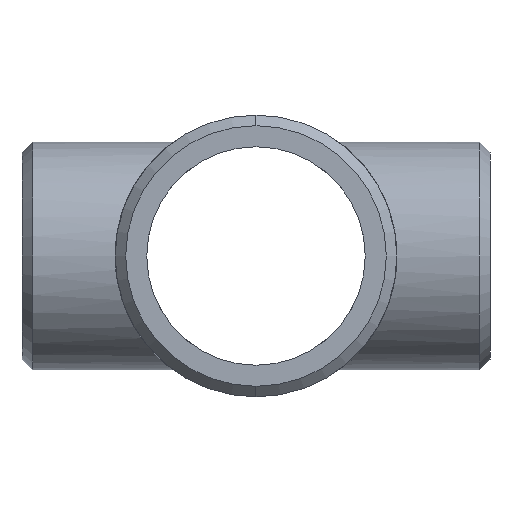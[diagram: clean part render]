
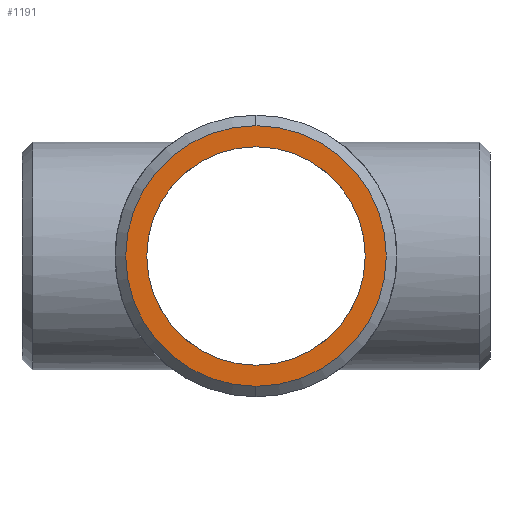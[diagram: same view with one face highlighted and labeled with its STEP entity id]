
A CAD part, left-side view. The second image highlights one B-rep face of the part: STEP entity #1191.
In plain terms, the highlighted planar face has unit normal (-1, 0, 0).
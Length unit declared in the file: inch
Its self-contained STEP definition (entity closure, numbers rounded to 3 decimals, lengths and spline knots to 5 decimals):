
#22 = AXIS2_PLACEMENT_3D ( 'NONE', #789, #54, #459 ) ;
#42 = EDGE_LOOP ( 'NONE', ( #143, #68 ) ) ;
#54 = DIRECTION ( 'NONE',  ( 1., 0., 0. ) ) ;
#68 = ORIENTED_EDGE ( 'NONE', *, *, #1010, .T. ) ;
#76 = VERTEX_POINT ( 'NONE', #1256 ) ;
#87 = CARTESIAN_POINT ( 'NONE',  ( -4.88, 0., 0. ) ) ;
#116 = FACE_BOUND ( 'NONE', #437, .T. ) ;
#136 = VERTEX_POINT ( 'NONE', #292 ) ;
#143 = ORIENTED_EDGE ( 'NONE', *, *, #753, .T. ) ;
#237 = DIRECTION ( 'NONE',  ( -1., 0., 0. ) ) ;
#263 = EDGE_CURVE ( 'NONE', #1070, #1226, #795, .T. ) ;
#292 = CARTESIAN_POINT ( 'NONE',  ( -4.88, 0., 2.57317 ) ) ;
#346 = CARTESIAN_POINT ( 'NONE',  ( -4.88, 0., 0. ) ) ;
#367 = DIRECTION ( 'NONE',  ( -1., 0., 0. ) ) ;
#437 = EDGE_LOOP ( 'NONE', ( #1246, #1308 ) ) ;
#447 = PLANE ( 'NONE',  #1239 ) ;
#459 = DIRECTION ( 'NONE',  ( 0., 0., 1. ) ) ;
#513 = CARTESIAN_POINT ( 'NONE',  ( -4.88, 0., 2.1565 ) ) ;
#540 = DIRECTION ( 'NONE',  ( 1., 0., 0. ) ) ;
#541 = CIRCLE ( 'NONE', #1318, 2.57317 ) ;
#588 = CARTESIAN_POINT ( 'NONE',  ( -4.88, 0., -2.1565 ) ) ;
#721 = AXIS2_PLACEMENT_3D ( 'NONE', #963, #540, #981 ) ;
#753 = EDGE_CURVE ( 'NONE', #76, #136, #541, .T. ) ;
#789 = CARTESIAN_POINT ( 'NONE',  ( -4.88, 0., 0. ) ) ;
#795 = CIRCLE ( 'NONE', #721, 2.1565 ) ;
#879 = DIRECTION ( 'NONE',  ( 0., 0., 1. ) ) ;
#906 = AXIS2_PLACEMENT_3D ( 'NONE', #87, #1352, #1037 ) ;
#963 = CARTESIAN_POINT ( 'NONE',  ( -4.88, 0., 0. ) ) ;
#981 = DIRECTION ( 'NONE',  ( 0., 0., 1. ) ) ;
#992 = CARTESIAN_POINT ( 'NONE',  ( -4.88, 0., 0. ) ) ;
#1010 = EDGE_CURVE ( 'NONE', #136, #76, #1154, .T. ) ;
#1024 = FACE_OUTER_BOUND ( 'NONE', #42, .T. ) ;
#1037 = DIRECTION ( 'NONE',  ( 0., 0., 1. ) ) ;
#1042 = CIRCLE ( 'NONE', #22, 2.1565 ) ;
#1070 = VERTEX_POINT ( 'NONE', #513 ) ;
#1087 = DIRECTION ( 'NONE',  ( 0., 0., -1. ) ) ;
#1154 = CIRCLE ( 'NONE', #906, 2.57317 ) ;
#1191 = ADVANCED_FACE ( 'NONE', ( #1024, #116 ), #447, .T. ) ;
#1226 = VERTEX_POINT ( 'NONE', #588 ) ;
#1239 = AXIS2_PLACEMENT_3D ( 'NONE', #346, #237, #1087 ) ;
#1246 = ORIENTED_EDGE ( 'NONE', *, *, #263, .T. ) ;
#1256 = CARTESIAN_POINT ( 'NONE',  ( -4.88, 0., -2.57317 ) ) ;
#1257 = EDGE_CURVE ( 'NONE', #1226, #1070, #1042, .T. ) ;
#1308 = ORIENTED_EDGE ( 'NONE', *, *, #1257, .T. ) ;
#1318 = AXIS2_PLACEMENT_3D ( 'NONE', #992, #367, #879 ) ;
#1352 = DIRECTION ( 'NONE',  ( -1., 0., 0. ) ) ;
